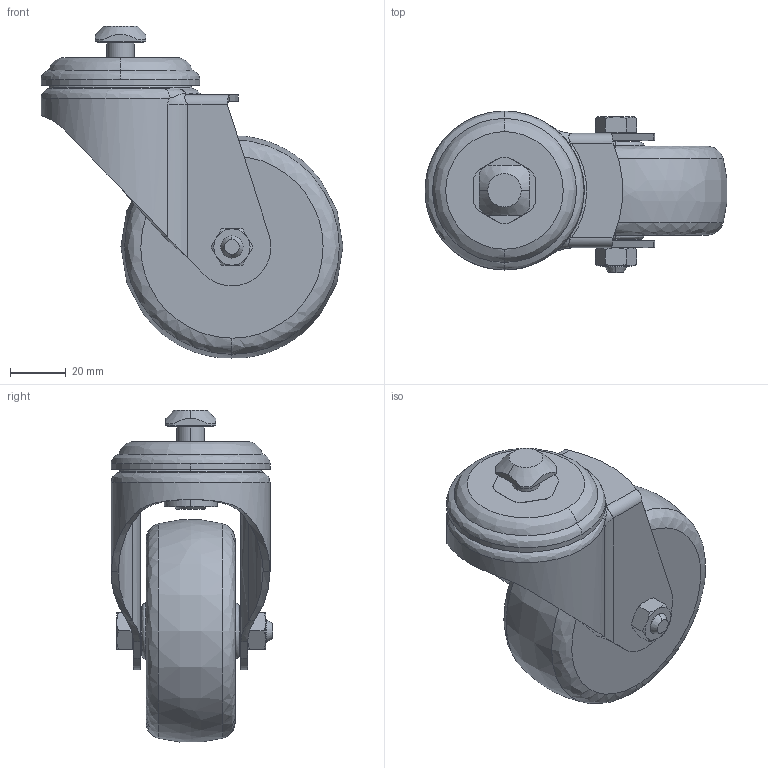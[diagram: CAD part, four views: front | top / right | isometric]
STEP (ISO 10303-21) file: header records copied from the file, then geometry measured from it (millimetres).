
FILE_DESCRIPTION (( 'STEP AP203' ), '1' );
FILE_NAME ('3_842_541_234_Bosch.step', '2024-06-10T08:48:26', ( '' ), ( '' ), 'SwSTEP 2.0', 'SolidWorks 2014', '' );
FILE_SCHEMA (( 'CONFIG_CONTROL_DESIGN' ));
Length unit declared in the file: millimetre
Products named in the file (1): 3_842_541_234_Bosch
Bounding box: 108.33 x 58 x 119.13 mm (x, y, z)
Volume: 214300 mm3; surface area: 41331.3 mm2
Topology: 1 solids, 1 shells, 201 faces, 491 edges, 299 vertices
Faces by surface type: plane 61, bspline 60, cone 45, cylinder 35
Entity records: 27602 total; most frequent: CARTESIAN_POINT 23385, ORIENTED_EDGE 966, DIRECTION 706, EDGE_CURVE 483, VERTEX_POINT 299, AXIS2_PLACEMENT_3D 290, EDGE_LOOP 218, FACE_OUTER_BOUND 201
